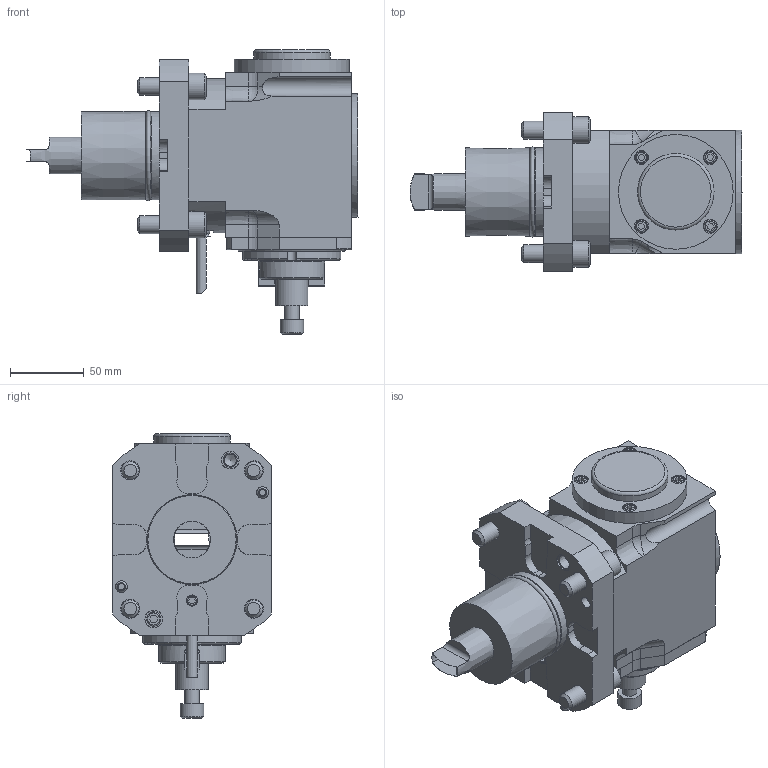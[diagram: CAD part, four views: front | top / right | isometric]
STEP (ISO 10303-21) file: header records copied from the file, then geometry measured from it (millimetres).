
FILE_DESCRIPTION (( 'STEP AP203' ), '1' );
FILE_NAME ('MNL12-SM22MMZ.STEP', '2021-02-08T21:09:44', ( '' ), ( '' ), 'SwSTEP 2.0', 'SolidWorks 2020', '' );
FILE_SCHEMA (( 'CONFIG_CONTROL_DESIGN' ));
Length unit declared in the file: millimetre
Products named in the file (1): MNL12-SM22MMZ
Bounding box: 225.69 x 108 x 193.5 mm (x, y, z)
Volume: 1617837.3 mm3; surface area: 137157.2 mm2
Topology: 11 solids, 15 shells, 519 faces, 1256 edges, 830 vertices
Faces by surface type: plane 319, cylinder 114, cone 66, torus 20
Full cylindrical faces by diameter (mm): 4 x1, 5 x1, 5.5 x2, 6 x2, 7 x2, 7.5 x2, 8 x4, 8.2 x1, 8.5 x5, 9.5 x4, 10 x11, 11 x4, 12 x8, 13 x4, 16 x1, 18 x4, 22 x1, 45 x1, 52 x1, 55 x1, 60 x1, 68 x1, 78 x1, 84 x1
Entity records: 16852 total; most frequent: CARTESIAN_POINT 5598, ORIENTED_EDGE 2172, DIRECTION 2167, EDGE_CURVE 1086, VERTEX_POINT 780, AXIS2_PLACEMENT_3D 754, EDGE_LOOP 714, LINE 659
